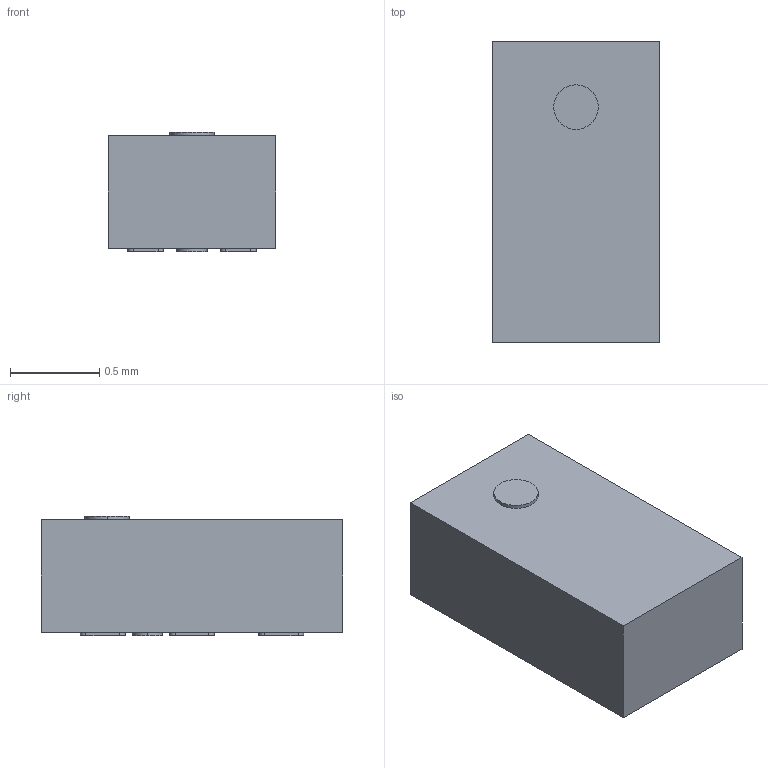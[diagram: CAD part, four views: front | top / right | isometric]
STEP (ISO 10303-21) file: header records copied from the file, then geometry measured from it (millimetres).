
FILE_DESCRIPTION (( 'STEP AP203' ), '1' );
FILE_NAME ('X00140L5050AHF_Model.STEP', '2023-11-28T13:14:25', ( '' ), ( '' ), 'SwSTEP 2.0', 'SolidWorks 2023', '' );
FILE_SCHEMA (( 'CONFIG_CONTROL_DESIGN' ));
Length unit declared in the file: inch
Products named in the file (1): X00140L5050AHF_Model
Bounding box: 0.94 x 1.69 x 0.67 mm (x, y, z)
Volume: 1 mm3; surface area: 7.3 mm2
Topology: 9 solids, 9 shells, 86 faces, 204 edges, 136 vertices
Faces by surface type: plane 46, cylinder 40
Entity records: 2595 total; most frequent: DIRECTION 458, CARTESIAN_POINT 427, ORIENTED_EDGE 408, EDGE_CURVE 204, AXIS2_PLACEMENT_3D 167, VERTEX_POINT 136, LINE 124, VECTOR 124
